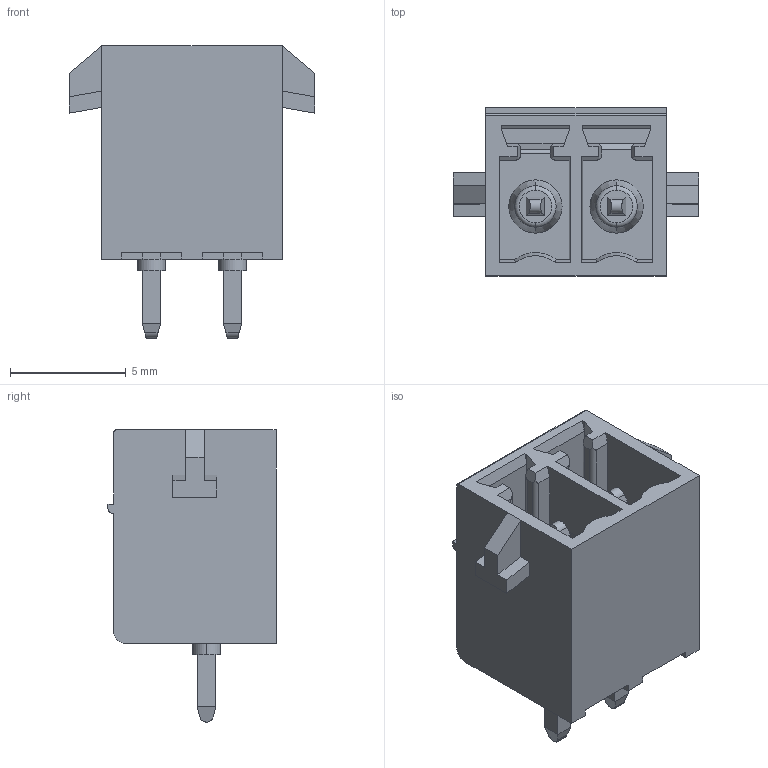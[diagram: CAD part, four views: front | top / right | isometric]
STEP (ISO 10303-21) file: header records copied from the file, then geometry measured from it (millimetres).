
FILE_DESCRIPTION(('Creo Elements/Direct Modeling STEP Export'),'2;1');
FILE_NAME('model.stp','2018-02-10T 7:50:45',(''),(''),'Creo Elements/Direct Modeling STEP processor for AP214 (Solid Model)','Creo Elements/Direct Modeling 18.1I 14-Aug-2016 (C) Parametric Technology GmbH','');
FILE_SCHEMA(('AUTOMOTIVE_DESIGN { 1 0 10303 214 1 1 1 1 }'));
Length unit declared in the file: millimetre
Products named in the file (2): MCV-1.5-2-G-3.5-RN
Assembly tree (1 placements, depth 2):
  MCV-1.5-2-G-3.5-RN
    MCV-1.5-2-G-3.5-RN
Bounding box: 10.6 x 7.25 x 12.6 mm (x, y, z)
Volume: 304.3 mm3; surface area: 760.2 mm2
Topology: 1 solids, 1 shells, 169 faces, 451 edges, 296 vertices
Faces by surface type: plane 137, cylinder 22, cone 6, torus 4
Entity records: 6425 total; most frequent: CARTESIAN_POINT 929, ORIENTED_EDGE 902, DIRECTION 799, EDGE_CURVE 451, VECTOR 363, LINE 363, VERTEX_POINT 296, AXIS2_PLACEMENT_3D 218
